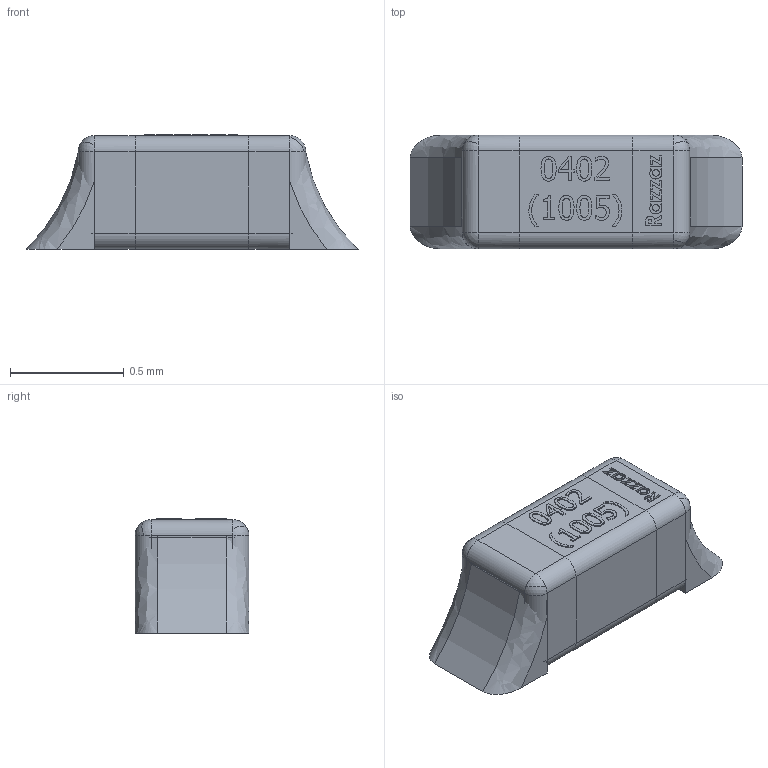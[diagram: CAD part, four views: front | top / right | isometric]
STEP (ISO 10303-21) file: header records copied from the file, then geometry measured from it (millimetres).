
FILE_DESCRIPTION (( 'STEP AP214' ), '1' );
FILE_NAME ('User Library-User Library-0402_Cap.STEP', '2019-10-22T00:56:10', ( '' ), ( '' ), 'SwSTEP 2.0', 'SolidWorks 2019', '' );
FILE_SCHEMA (( 'AUTOMOTIVE_DESIGN' ));
Length unit declared in the file: millimetre
Products named in the file (1): User Library-User Library-0402_Cap
Bounding box: 1.46 x 0.5 x 0.51 mm (x, y, z)
Volume: 0.3 mm3; surface area: 4.7 mm2
Topology: 5 solids, 5 shells, 294 faces, 760 edges, 500 vertices
Faces by surface type: plane 137, bspline 117, cylinder 24, sphere 16
Entity records: 11182 total; most frequent: CARTESIAN_POINT 4387, ORIENTED_EDGE 1520, DIRECTION 951, EDGE_CURVE 760, VERTEX_POINT 500, LINE 427, VECTOR 427, EDGE_LOOP 318
